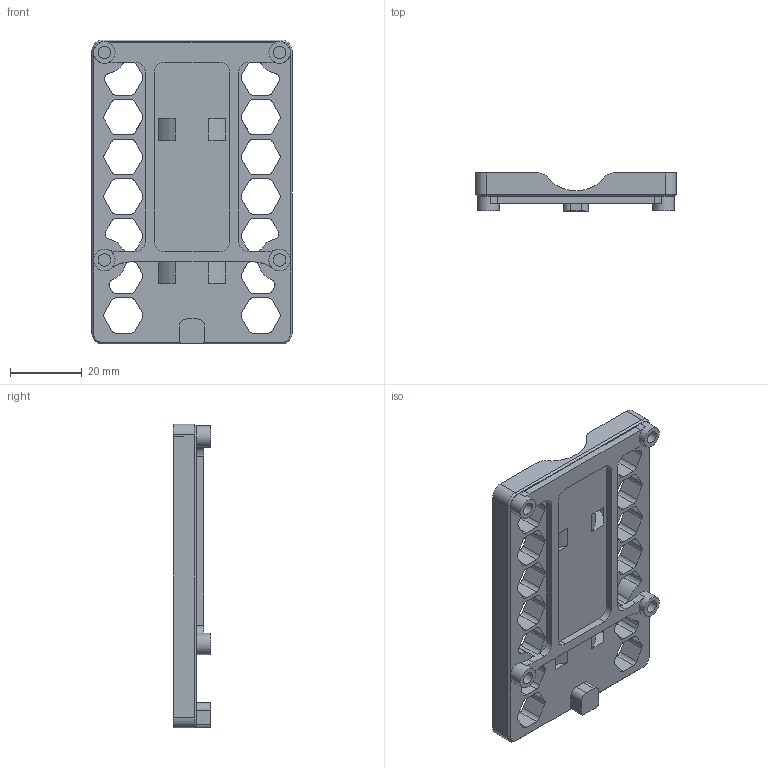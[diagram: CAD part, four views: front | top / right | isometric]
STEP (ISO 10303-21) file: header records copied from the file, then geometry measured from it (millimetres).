
FILE_DESCRIPTION(/* description */ (''),/* implementation_level */ '2;1');
FILE_NAME(/* name */ 'Raspberry Pi Mount.step',/* time_stamp */ '2021-06-11T21:39:47+02:00',/* author */ (''),/* organization */ (''),/* preprocessor_version */ 'ST-DEVELOPER v18.1',/* originating_system */ 'Autodesk Translation Framework v10.9.0.1377',/* authorisation */ '');
FILE_SCHEMA (('AUTOMOTIVE_DESIGN { 1 0 10303 214 3 1 1 }'));
Length unit declared in the file: millimetre
Products named in the file (1): Raspberry Pi Mount
Bounding box: 56 x 10.5 x 85 mm (x, y, z)
Volume: 19391.4 mm3; surface area: 14228.9 mm2
Topology: 1 solids, 1 shells, 286 faces, 845 edges, 558 vertices
Faces by surface type: plane 149, cylinder 133, cone 4
Full cylindrical faces by diameter (mm): 3.5 x4, 6 x4
Entity records: 9751 total; most frequent: CARTESIAN_POINT 1726, DIRECTION 1705, ORIENTED_EDGE 1690, EDGE_CURVE 845, AXIS2_PLACEMENT_3D 577, VERTEX_POINT 558, LINE 551, VECTOR 551
